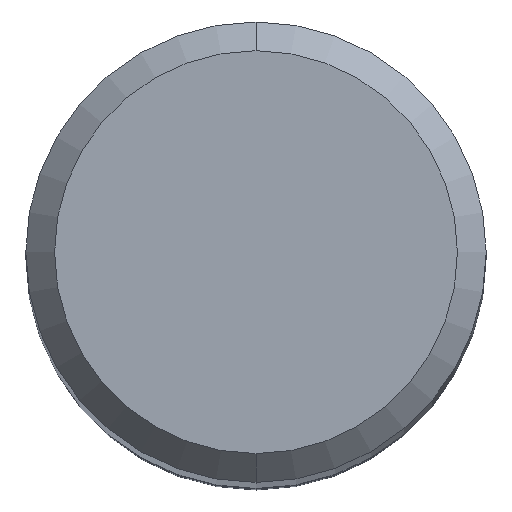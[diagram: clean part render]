
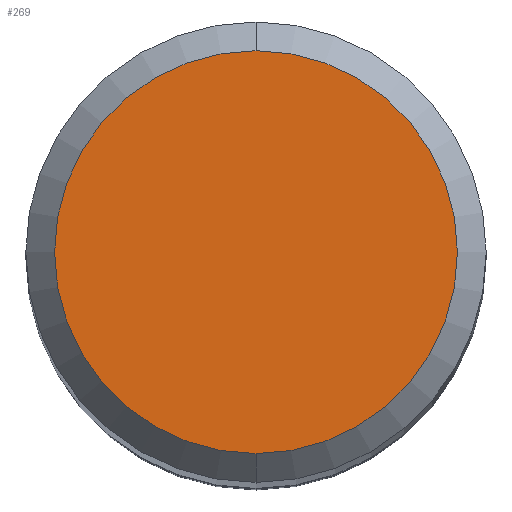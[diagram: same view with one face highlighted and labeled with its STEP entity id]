
A CAD part, top view. The second image highlights one B-rep face of the part: STEP entity #269.
In plain terms, the highlighted planar face has unit normal (0, 0, 1).
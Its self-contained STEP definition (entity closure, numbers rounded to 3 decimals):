
#177=VERTEX_POINT('',#412);
#243=EDGE_CURVE('',#317,#177,#486,.T.);
#269=ADVANCED_FACE('',(#516),#517,.T.);
#295=EDGE_CURVE('',#177,#317,#545,.T.);
#317=VERTEX_POINT('',#574);
#412=CARTESIAN_POINT('',(0.,-2.8,0.0));
#486=CIRCLE('',#781,2.8);
#516=FACE_OUTER_BOUND('',#819,.T.);
#517=PLANE('',#820);
#545=CIRCLE('',#858,2.8);
#574=CARTESIAN_POINT('',(0.0,2.8,0.0));
#781=AXIS2_PLACEMENT_3D('',#1081,#1082,#1083);
#819=EDGE_LOOP('',(#1126,#1127));
#820=AXIS2_PLACEMENT_3D('',#1128,#1129,#1130);
#858=AXIS2_PLACEMENT_3D('',#1159,#1160,#1161);
#1081=CARTESIAN_POINT('',(0.0,0.0,0.0));
#1082=DIRECTION('',(0.0,0.0,-1.0));
#1083=DIRECTION('',(0.0,1.0,0.0));
#1126=ORIENTED_EDGE('',*,*,#243,.F.);
#1127=ORIENTED_EDGE('',*,*,#295,.F.);
#1128=CARTESIAN_POINT('',(0.0,1.4,0.0));
#1129=DIRECTION('',(-0.0,0.0,1.0));
#1130=DIRECTION('',(0.0,-1.0,0.0));
#1159=CARTESIAN_POINT('',(0.0,0.0,0.0));
#1160=DIRECTION('',(0.0,0.0,-1.0));
#1161=DIRECTION('',(0.0,1.0,0.0));
